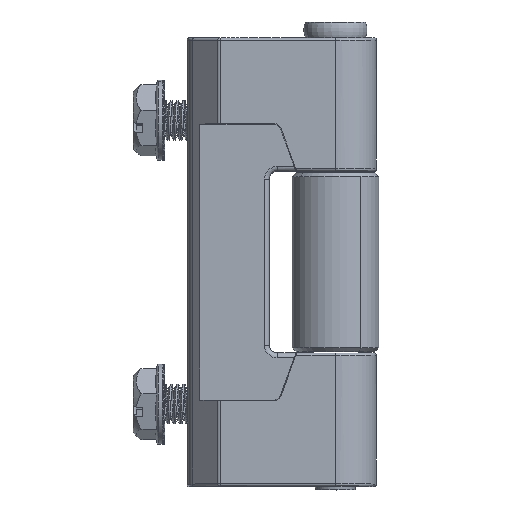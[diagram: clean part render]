
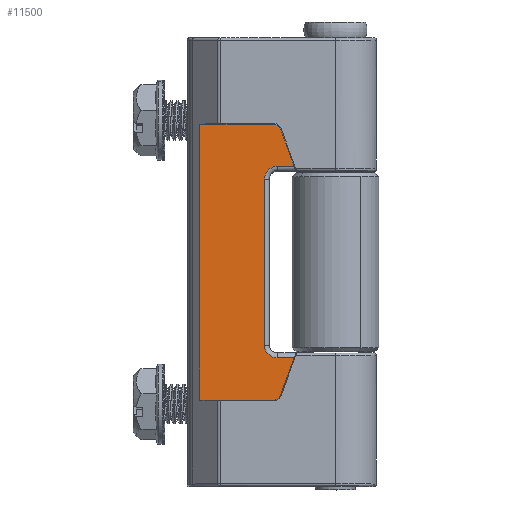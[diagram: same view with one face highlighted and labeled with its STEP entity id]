
A CAD part, top view. The second image highlights one B-rep face of the part: STEP entity #11500.
In plain terms, the highlighted planar face has unit normal (0, 0, 1).
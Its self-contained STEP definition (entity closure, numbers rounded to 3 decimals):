
#67 = VERTEX_POINT ( 'NONE', #5668 ) ;
#466 = EDGE_CURVE ( 'NONE', #6917, #17664, #5900, .T. ) ;
#551 = CARTESIAN_POINT ( 'NONE',  ( -6.676, -12.129, 2.8 ) ) ;
#631 = CARTESIAN_POINT ( 'NONE',  ( -5.229, 12.129, 2.8 ) ) ;
#889 = CARTESIAN_POINT ( 'NONE',  ( -8.937, 11.095, 2.8 ) ) ;
#896 = CARTESIAN_POINT ( 'NONE',  ( -7.4, 12.129, 2.8 ) ) ;
#900 = CARTESIAN_POINT ( 'NONE',  ( -17.2, -17.5, 2.8 ) ) ;
#1260 = DIRECTION ( 'NONE',  ( 1., 0., 0. ) ) ;
#1280 = LINE ( 'NONE', #12288, #3209 ) ;
#1439 = LINE ( 'NONE', #16508, #12987 ) ;
#1552 = VERTEX_POINT ( 'NONE', #6602 ) ;
#1680 = DIRECTION ( 'NONE',  ( -0.342, -0.94, 0. ) ) ;
#2209 = CARTESIAN_POINT ( 'NONE',  ( -9., 10.529, 2.8 ) ) ;
#2229 = DIRECTION ( 'NONE',  ( 0., 1., 0. ) ) ;
#2561 = B_SPLINE_CURVE_WITH_KNOTS ( 'NONE', 3,
 ( #631, #6137, #17138, #896 ),
 .UNSPECIFIED., .F., .F.,
 ( 4, 4 ),
 ( 0., 1. ),
 .UNSPECIFIED. ) ;
#2896 = CARTESIAN_POINT ( 'NONE',  ( -7.093, -17.251, 2.8 ) ) ;
#3031 = ORIENTED_EDGE ( 'NONE', *, *, #12574, .F. ) ;
#3184 = CARTESIAN_POINT ( 'NONE',  ( -5.953, -12.129, 2.8 ) ) ;
#3209 = VECTOR ( 'NONE', #9285, 1000. ) ;
#3231 = EDGE_LOOP ( 'NONE', ( #17758, #6607, #16441, #6335, #6008, #3031, #9360, #5531, #6070, #13998, #11591, #11437 ) ) ;
#3502 = CARTESIAN_POINT ( 'NONE',  ( -7.449, 17.5, 2.8 ) ) ;
#4054 = CARTESIAN_POINT ( 'NONE',  ( -7.884, 17.5, 2.8 ) ) ;
#4070 = EDGE_CURVE ( 'NONE', #13440, #8969, #1439, .T. ) ;
#4653 = B_SPLINE_CURVE_WITH_KNOTS ( 'NONE', 3,
 ( #17217, #17130, #7566, #10441, #889, #16047, #12907 ),
 .UNSPECIFIED., .F., .F.,
 ( 4, 1, 1, 1, 4 ),
 ( 0., 0.287, 0.527, 0.797, 1. ),
 .UNSPECIFIED. ) ;
#4878 = DIRECTION ( 'NONE',  ( -1., 0., 0. ) ) ;
#4944 = CARTESIAN_POINT ( 'NONE',  ( -6.944, -16.842, 2.8 ) ) ;
#5531 = ORIENTED_EDGE ( 'NONE', *, *, #7073, .F. ) ;
#5668 = CARTESIAN_POINT ( 'NONE',  ( -6.944, 16.842, 2.8 ) ) ;
#5813 = CARTESIAN_POINT ( 'NONE',  ( -17.7, -17.5, 2.8 ) ) ;
#5829 = CARTESIAN_POINT ( 'NONE',  ( -8.527, -11.711, 2.8 ) ) ;
#5900 = B_SPLINE_CURVE_WITH_KNOTS ( 'NONE', 3,
 ( #7004, #8617, #11044, #5829, #14217, #15482, #15568 ),
 .UNSPECIFIED., .F., .F.,
 ( 4, 1, 1, 1, 4 ),
 ( 0., 0.287, 0.527, 0.73, 1. ),
 .UNSPECIFIED. ) ;
#6008 = ORIENTED_EDGE ( 'NONE', *, *, #8530, .F. ) ;
#6070 = ORIENTED_EDGE ( 'NONE', *, *, #12915, .T. ) ;
#6137 = CARTESIAN_POINT ( 'NONE',  ( -5.953, 12.129, 2.8 ) ) ;
#6177 = CARTESIAN_POINT ( 'NONE',  ( -9., -10.529, 2.8 ) ) ;
#6219 = CARTESIAN_POINT ( 'NONE',  ( -4.729, 18., 2.8 ) ) ;
#6269 = EDGE_CURVE ( 'NONE', #17675, #14806, #11117, .T. ) ;
#6300 = VECTOR ( 'NONE', #9856, 1000. ) ;
#6335 = ORIENTED_EDGE ( 'NONE', *, *, #466, .F. ) ;
#6602 = CARTESIAN_POINT ( 'NONE',  ( -9., 10.529, 2.8 ) ) ;
#6607 = ORIENTED_EDGE ( 'NONE', *, *, #16580, .F. ) ;
#6663 = CARTESIAN_POINT ( 'NONE',  ( -9., -10.529, 2.8 ) ) ;
#6828 = EDGE_CURVE ( 'NONE', #12699, #16210, #2561, .T. ) ;
#6917 = VERTEX_POINT ( 'NONE', #6663 ) ;
#7004 = CARTESIAN_POINT ( 'NONE',  ( -9., -10.529, 2.8 ) ) ;
#7073 = EDGE_CURVE ( 'NONE', #67, #12699, #1280, .T. ) ;
#7458 = CARTESIAN_POINT ( 'NONE',  ( -7.884, 17.5, 2.8 ) ) ;
#7541 = B_SPLINE_CURVE_WITH_KNOTS ( 'NONE', 3,
 ( #2209, #13037, #13125, #6177 ),
 .UNSPECIFIED., .F., .F.,
 ( 4, 4 ),
 ( 0., 1. ),
 .UNSPECIFIED. ) ;
#7563 = PLANE ( 'NONE',  #10111 ) ;
#7566 = CARTESIAN_POINT ( 'NONE',  ( -8.082, 12.028, 2.8 ) ) ;
#7976 = CARTESIAN_POINT ( 'NONE',  ( -17.2, -28.5, 2.8 ) ) ;
#8257 = EDGE_CURVE ( 'NONE', #17664, #9536, #12511, .T. ) ;
#8530 = EDGE_CURVE ( 'NONE', #1552, #6917, #7541, .T. ) ;
#8617 = CARTESIAN_POINT ( 'NONE',  ( -9., -10.77, 2.8 ) ) ;
#8969 = VERTEX_POINT ( 'NONE', #4054 ) ;
#9147 = LINE ( 'NONE', #7976, #13704 ) ;
#9285 = DIRECTION ( 'NONE',  ( 0.342, -0.94, 0. ) ) ;
#9360 = ORIENTED_EDGE ( 'NONE', *, *, #6828, .F. ) ;
#9536 = VERTEX_POINT ( 'NONE', #11766 ) ;
#9826 = CARTESIAN_POINT ( 'NONE',  ( -7.884, -17.5, 2.8 ) ) ;
#9856 = DIRECTION ( 'NONE',  ( -1., 0., 0. ) ) ;
#9986 = CARTESIAN_POINT ( 'NONE',  ( -6.944, 16.842, 2.8 ) ) ;
#10049 = EDGE_CURVE ( 'NONE', #17675, #14047, #11331, .T. ) ;
#10072 = CARTESIAN_POINT ( 'NONE',  ( -7.093, 17.251, 2.8 ) ) ;
#10111 = AXIS2_PLACEMENT_3D ( 'NONE', #6219, #15959, #4878 ) ;
#10441 = CARTESIAN_POINT ( 'NONE',  ( -8.628, 11.621, 2.8 ) ) ;
#11044 = CARTESIAN_POINT ( 'NONE',  ( -8.899, -11.212, 2.8 ) ) ;
#11117 = LINE ( 'NONE', #5813, #6300 ) ;
#11316 = CARTESIAN_POINT ( 'NONE',  ( -7.136, -17.367, 2.8 ) ) ;
#11331 =( BOUNDED_CURVE ( )  B_SPLINE_CURVE ( 3, ( #9826, #15255, #2896, #17852 ),
 .UNSPECIFIED., .F., .T. ) 
 B_SPLINE_CURVE_WITH_KNOTS ( ( 4, 4 ),
 ( 2.531, 3.752 ),
 .UNSPECIFIED. ) 
 CURVE ( )  GEOMETRIC_REPRESENTATION_ITEM ( )  RATIONAL_B_SPLINE_CURVE ( ( 1., 0.88, 0.88, 1. ) ) 
 REPRESENTATION_ITEM ( '' )  );
#11437 = ORIENTED_EDGE ( 'NONE', *, *, #6269, .F. ) ;
#11500 = ADVANCED_FACE ( 'NONE', ( #13242 ), #7563, .T. ) ;
#11547 = CARTESIAN_POINT ( 'NONE',  ( -5.229, -12.129, 2.8 ) ) ;
#11591 = ORIENTED_EDGE ( 'NONE', *, *, #15380, .F. ) ;
#11766 = CARTESIAN_POINT ( 'NONE',  ( -5.229, -12.129, 2.8 ) ) ;
#12288 = CARTESIAN_POINT ( 'NONE',  ( -4.839, 11.057, 2.8 ) ) ;
#12511 = B_SPLINE_CURVE_WITH_KNOTS ( 'NONE', 3,
 ( #15535, #551, #3184, #11547 ),
 .UNSPECIFIED., .F., .F.,
 ( 4, 4 ),
 ( 0., 1. ),
 .UNSPECIFIED. ) ;
#12574 = EDGE_CURVE ( 'NONE', #16210, #1552, #4653, .T. ) ;
#12610 =( BOUNDED_CURVE ( )  B_SPLINE_CURVE ( 3, ( #9986, #10072, #3502, #7458 ),
 .UNSPECIFIED., .F., .T. ) 
 B_SPLINE_CURVE_WITH_KNOTS ( ( 4, 4 ),
 ( 2.531, 3.752 ),
 .UNSPECIFIED. ) 
 CURVE ( )  GEOMETRIC_REPRESENTATION_ITEM ( )  RATIONAL_B_SPLINE_CURVE ( ( 1., 0.88, 0.88, 1. ) ) 
 REPRESENTATION_ITEM ( '' )  );
#12699 = VERTEX_POINT ( 'NONE', #16495 ) ;
#12862 = LINE ( 'NONE', #11316, #13609 ) ;
#12907 = CARTESIAN_POINT ( 'NONE',  ( -9., 10.529, 2.8 ) ) ;
#12915 = EDGE_CURVE ( 'NONE', #67, #8969, #12610, .T. ) ;
#12987 = VECTOR ( 'NONE', #1260, 1000. ) ;
#13037 = CARTESIAN_POINT ( 'NONE',  ( -9., 3.51, 2.8 ) ) ;
#13125 = CARTESIAN_POINT ( 'NONE',  ( -9., -3.51, 2.8 ) ) ;
#13242 = FACE_OUTER_BOUND ( 'NONE', #3231, .T. ) ;
#13394 = CARTESIAN_POINT ( 'NONE',  ( -7.4, -12.129, 2.8 ) ) ;
#13440 = VERTEX_POINT ( 'NONE', #16089 ) ;
#13533 = CARTESIAN_POINT ( 'NONE',  ( -7.4, 12.129, 2.8 ) ) ;
#13609 = VECTOR ( 'NONE', #1680, 1000. ) ;
#13704 = VECTOR ( 'NONE', #2229, 1000. ) ;
#13998 = ORIENTED_EDGE ( 'NONE', *, *, #4070, .F. ) ;
#14047 = VERTEX_POINT ( 'NONE', #4944 ) ;
#14217 = CARTESIAN_POINT ( 'NONE',  ( -8.022, -12.044, 2.8 ) ) ;
#14806 = VERTEX_POINT ( 'NONE', #900 ) ;
#15255 = CARTESIAN_POINT ( 'NONE',  ( -7.449, -17.5, 2.8 ) ) ;
#15380 = EDGE_CURVE ( 'NONE', #14806, #13440, #9147, .T. ) ;
#15482 = CARTESIAN_POINT ( 'NONE',  ( -7.626, -12.129, 2.8 ) ) ;
#15535 = CARTESIAN_POINT ( 'NONE',  ( -7.4, -12.129, 2.8 ) ) ;
#15568 = CARTESIAN_POINT ( 'NONE',  ( -7.4, -12.129, 2.8 ) ) ;
#15959 = DIRECTION ( 'NONE',  ( 0., 0., 1. ) ) ;
#16047 = CARTESIAN_POINT ( 'NONE',  ( -9., 10.699, 2.8 ) ) ;
#16089 = CARTESIAN_POINT ( 'NONE',  ( -17.2, 17.5, 2.8 ) ) ;
#16210 = VERTEX_POINT ( 'NONE', #13533 ) ;
#16441 = ORIENTED_EDGE ( 'NONE', *, *, #8257, .F. ) ;
#16495 = CARTESIAN_POINT ( 'NONE',  ( -5.229, 12.129, 2.8 ) ) ;
#16508 = CARTESIAN_POINT ( 'NONE',  ( -7.325, 17.5, 2.8 ) ) ;
#16580 = EDGE_CURVE ( 'NONE', #9536, #14047, #12862, .T. ) ;
#17130 = CARTESIAN_POINT ( 'NONE',  ( -7.641, 12.129, 2.8 ) ) ;
#17138 = CARTESIAN_POINT ( 'NONE',  ( -6.676, 12.129, 2.8 ) ) ;
#17217 = CARTESIAN_POINT ( 'NONE',  ( -7.4, 12.129, 2.8 ) ) ;
#17618 = CARTESIAN_POINT ( 'NONE',  ( -7.884, -17.5, 2.8 ) ) ;
#17664 = VERTEX_POINT ( 'NONE', #13394 ) ;
#17675 = VERTEX_POINT ( 'NONE', #17618 ) ;
#17758 = ORIENTED_EDGE ( 'NONE', *, *, #10049, .T. ) ;
#17852 = CARTESIAN_POINT ( 'NONE',  ( -6.944, -16.842, 2.8 ) ) ;
